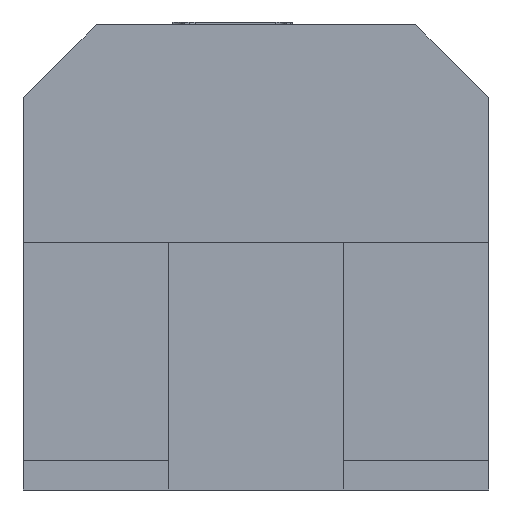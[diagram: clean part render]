
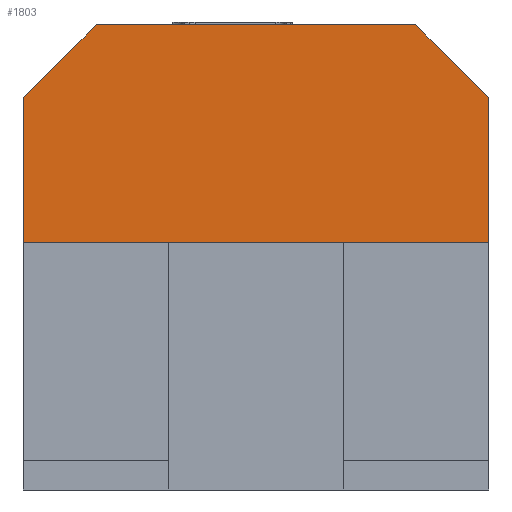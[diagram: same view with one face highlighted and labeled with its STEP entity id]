
A CAD part, left-side view. The second image highlights one B-rep face of the part: STEP entity #1803.
In plain terms, the highlighted free-form (B-spline) face has degree [1, 1] with [2, 2] control points.
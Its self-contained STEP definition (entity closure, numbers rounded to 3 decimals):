
#1487 = VERTEX_POINT('',#1488);
#1488 = CARTESIAN_POINT('',(-2.041,1.069,2.915)
  );
#1493 = EDGE_CURVE('',#1487,#1494,#1496,.T.);
#1494 = VERTEX_POINT('',#1495);
#1495 = CARTESIAN_POINT('',(-2.041,-1.069,2.915
    ));
#1496 = B_SPLINE_CURVE_WITH_KNOTS('',1,(#1497,#1498),.UNSPECIFIED.,.F.,
  .F.,(2,2),(0.5,2.7),.PIECEWISE_BEZIER_KNOTS.);
#1497 = CARTESIAN_POINT('',(-2.041,1.069,2.915)
  );
#1498 = CARTESIAN_POINT('',(-2.041,-1.069,2.915
    ));
#1600 = VERTEX_POINT('',#1601);
#1601 = CARTESIAN_POINT('',(-2.041,-1.555,1.458
    ));
#1608 = EDGE_CURVE('',#1609,#1600,#1611,.T.);
#1609 = VERTEX_POINT('',#1610);
#1610 = CARTESIAN_POINT('',(-2.041,1.555,1.458)
  );
#1611 = B_SPLINE_CURVE_WITH_KNOTS('',1,(#1612,#1613),.UNSPECIFIED.,.F.,
  .F.,(2,2),(0.,3.2),.PIECEWISE_BEZIER_KNOTS.);
#1612 = CARTESIAN_POINT('',(-2.041,1.555,1.458)
  );
#1613 = CARTESIAN_POINT('',(-2.041,-1.555,1.458
    ));
#1786 = VERTEX_POINT('',#1787);
#1787 = CARTESIAN_POINT('',(-2.041,-1.555,2.43
    ));
#1792 = EDGE_CURVE('',#1600,#1786,#1793,.T.);
#1793 = B_SPLINE_CURVE_WITH_KNOTS('',1,(#1794,#1795),.UNSPECIFIED.,.F.,
  .F.,(2,2),(-1.5,-0.5),.PIECEWISE_BEZIER_KNOTS.);
#1794 = CARTESIAN_POINT('',(-2.041,-1.555,1.458
    ));
#1795 = CARTESIAN_POINT('',(-2.041,-1.555,2.43
    ));
#1803 = ADVANCED_FACE('',(#1804),#1826,.F.);
#1804 = FACE_BOUND('',#1805,.T.);
#1805 = EDGE_LOOP('',(#1806,#1811,#1812,#1819,#1824,#1825));
#1806 = ORIENTED_EDGE('',*,*,#1807,.F.);
#1807 = EDGE_CURVE('',#1494,#1786,#1808,.T.);
#1808 = B_SPLINE_CURVE_WITH_KNOTS('',1,(#1809,#1810),.UNSPECIFIED.,.F.,
  .F.,(2,2),(0.,0.707),
  .PIECEWISE_BEZIER_KNOTS.);
#1809 = CARTESIAN_POINT('',(-2.041,-1.069,2.915
    ));
#1810 = CARTESIAN_POINT('',(-2.041,-1.555,2.43
    ));
#1811 = ORIENTED_EDGE('',*,*,#1493,.F.);
#1812 = ORIENTED_EDGE('',*,*,#1813,.F.);
#1813 = EDGE_CURVE('',#1814,#1487,#1816,.T.);
#1814 = VERTEX_POINT('',#1815);
#1815 = CARTESIAN_POINT('',(-2.041,1.555,2.43)
  );
#1816 = B_SPLINE_CURVE_WITH_KNOTS('',1,(#1817,#1818),.UNSPECIFIED.,.F.,
  .F.,(2,2),(-0.707,0.),
  .PIECEWISE_BEZIER_KNOTS.);
#1817 = CARTESIAN_POINT('',(-2.041,1.555,2.43)
  );
#1818 = CARTESIAN_POINT('',(-2.041,1.069,2.915)
  );
#1819 = ORIENTED_EDGE('',*,*,#1820,.F.);
#1820 = EDGE_CURVE('',#1609,#1814,#1821,.T.);
#1821 = B_SPLINE_CURVE_WITH_KNOTS('',1,(#1822,#1823),.UNSPECIFIED.,.F.,
  .F.,(2,2),(-1.5,-0.5),.PIECEWISE_BEZIER_KNOTS.);
#1822 = CARTESIAN_POINT('',(-2.041,1.555,1.458)
  );
#1823 = CARTESIAN_POINT('',(-2.041,1.555,2.43)
  );
#1824 = ORIENTED_EDGE('',*,*,#1608,.T.);
#1825 = ORIENTED_EDGE('',*,*,#1792,.T.);
#1826 = B_SPLINE_SURFACE_WITH_KNOTS('',1,1,(
    (#1827,#1828)
    ,(#1829,#1830
    )),.UNSPECIFIED.,.F.,.F.,.F.,(2,2),(2,2),(-3.2,0.),(
    -1.5,0.),.PIECEWISE_BEZIER_KNOTS.);
#1827 = CARTESIAN_POINT('',(-2.041,-1.555,1.458
    ));
#1828 = CARTESIAN_POINT('',(-2.041,-1.555,2.915
    ));
#1829 = CARTESIAN_POINT('',(-2.041,1.555,1.458)
  );
#1830 = CARTESIAN_POINT('',(-2.041,1.555,2.915)
  );
